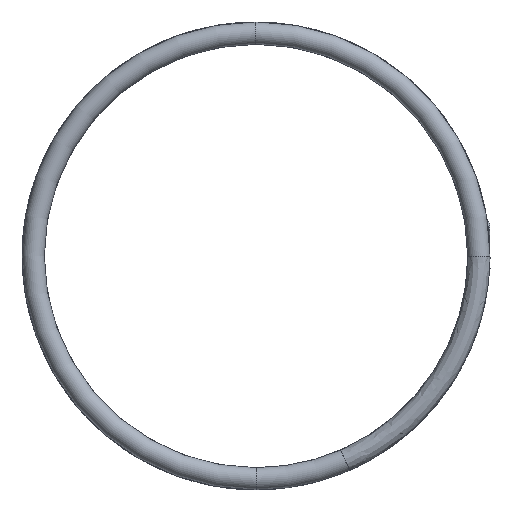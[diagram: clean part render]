
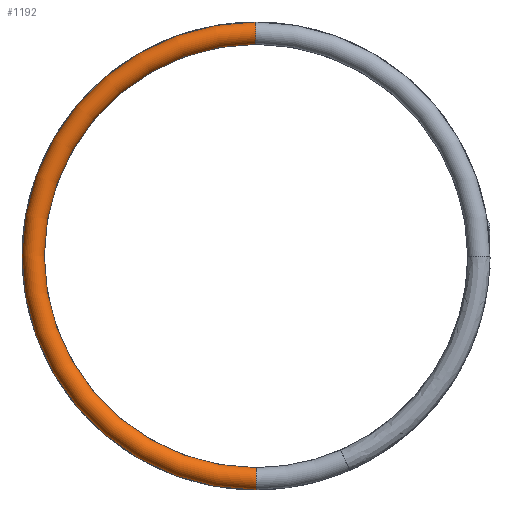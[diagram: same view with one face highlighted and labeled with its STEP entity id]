
A CAD part, front view. The second image highlights one B-rep face of the part: STEP entity #1192.
In plain terms, the highlighted toroidal (fillet/blend) face has major radius 5 mm and minor radius 0.25 mm.
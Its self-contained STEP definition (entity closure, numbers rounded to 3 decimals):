
#8 = CIRCLE ( 'NONE', #1013, 4.75 ) ;
#36 = EDGE_CURVE ( 'NONE', #1456, #320, #8, .T. ) ;
#78 = AXIS2_PLACEMENT_3D ( 'NONE', #1138, #1441, #1731 ) ;
#220 = DIRECTION ( 'NONE',  ( 1., 0., 0. ) ) ;
#228 = FACE_OUTER_BOUND ( 'NONE', #1087, .T. ) ;
#291 = TOROIDAL_SURFACE ( 'NONE', #586, 5., 0.25 ) ;
#298 = CARTESIAN_POINT ( 'NONE',  ( 0., 0., -4.75 ) ) ;
#320 = VERTEX_POINT ( 'NONE', #1271 ) ;
#330 = AXIS2_PLACEMENT_3D ( 'NONE', #1454, #628, #1332 ) ;
#342 = EDGE_CURVE ( 'NONE', #1456, #1015, #1796, .T. ) ;
#401 = CIRCLE ( 'NONE', #78, 0.25 ) ;
#477 = ORIENTED_EDGE ( 'NONE', *, *, #36, .T. ) ;
#524 = ORIENTED_EDGE ( 'NONE', *, *, #342, .F. ) ;
#586 = AXIS2_PLACEMENT_3D ( 'NONE', #1798, #918, #1367 ) ;
#628 = DIRECTION ( 'NONE',  ( 0., 1., 0. ) ) ;
#690 = CARTESIAN_POINT ( 'NONE',  ( 0., 0., 5.25 ) ) ;
#705 = CARTESIAN_POINT ( 'NONE',  ( 0., 0., 0. ) ) ;
#796 = CARTESIAN_POINT ( 'NONE',  ( 0., 0., -5.25 ) ) ;
#901 = ORIENTED_EDGE ( 'NONE', *, *, #1419, .T. ) ;
#918 = DIRECTION ( 'NONE',  ( 0., 1., 0. ) ) ;
#1013 = AXIS2_PLACEMENT_3D ( 'NONE', #705, #1393, #1397 ) ;
#1015 = VERTEX_POINT ( 'NONE', #796 ) ;
#1087 = EDGE_LOOP ( 'NONE', ( #1386, #524, #477, #901 ) ) ;
#1138 = CARTESIAN_POINT ( 'NONE',  ( 0., 0., 5. ) ) ;
#1192 = ADVANCED_FACE ( 'NONE', ( #228 ), #291, .T. ) ;
#1271 = CARTESIAN_POINT ( 'NONE',  ( 0., 0., 4.75 ) ) ;
#1332 = DIRECTION ( 'NONE',  ( 0., 0., 1. ) ) ;
#1356 = DIRECTION ( 'NONE',  ( 0., 0., -1. ) ) ;
#1367 = DIRECTION ( 'NONE',  ( 0., 0., 1. ) ) ;
#1386 = ORIENTED_EDGE ( 'NONE', *, *, #1446, .F. ) ;
#1393 = DIRECTION ( 'NONE',  ( 0., 1., 0. ) ) ;
#1397 = DIRECTION ( 'NONE',  ( 0., 0., 1. ) ) ;
#1419 = EDGE_CURVE ( 'NONE', #320, #1748, #401, .T. ) ;
#1441 = DIRECTION ( 'NONE',  ( -1., 0., 0. ) ) ;
#1446 = EDGE_CURVE ( 'NONE', #1015, #1748, #1794, .T. ) ;
#1454 = CARTESIAN_POINT ( 'NONE',  ( 0., 0., 0. ) ) ;
#1456 = VERTEX_POINT ( 'NONE', #298 ) ;
#1731 = DIRECTION ( 'NONE',  ( 0., 0., 1. ) ) ;
#1744 = CARTESIAN_POINT ( 'NONE',  ( 0., 0., -5. ) ) ;
#1748 = VERTEX_POINT ( 'NONE', #690 ) ;
#1794 = CIRCLE ( 'NONE', #330, 5.25 ) ;
#1796 = CIRCLE ( 'NONE', #1811, 0.25 ) ;
#1798 = CARTESIAN_POINT ( 'NONE',  ( 0., 0., 0. ) ) ;
#1811 = AXIS2_PLACEMENT_3D ( 'NONE', #1744, #220, #1356 ) ;
